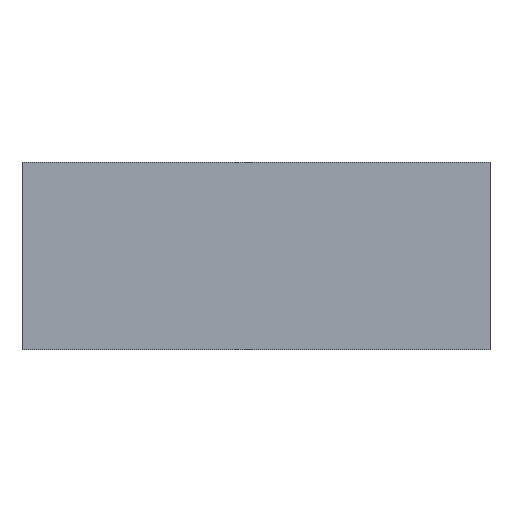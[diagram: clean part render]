
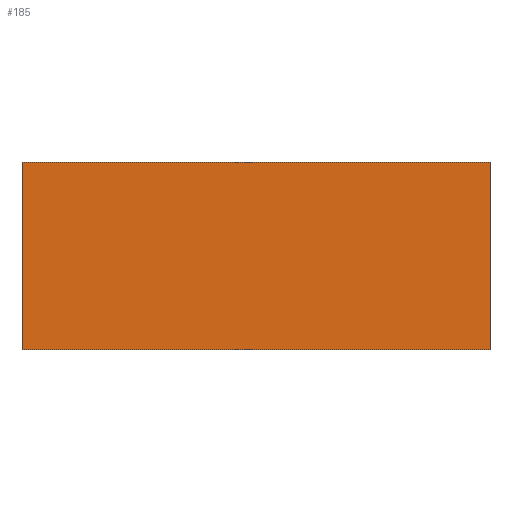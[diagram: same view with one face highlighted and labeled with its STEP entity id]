
A CAD part, front view. The second image highlights one B-rep face of the part: STEP entity #185.
In plain terms, the highlighted planar face has unit normal (0, -1, 0).
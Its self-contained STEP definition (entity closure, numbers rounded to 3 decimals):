
#7 = VERTEX_POINT ( 'NONE', #536 ) ;
#14 = AXIS2_PLACEMENT_3D ( 'NONE', #323, #413, #131 ) ;
#15 = CARTESIAN_POINT ( 'NONE',  ( -15., 0., 6. ) ) ;
#23 = ORIENTED_EDGE ( 'NONE', *, *, #141, .F. ) ;
#45 = DIRECTION ( 'NONE',  ( 0., 0., 1. ) ) ;
#56 = EDGE_CURVE ( 'NONE', #164, #100, #222, .T. ) ;
#71 = LINE ( 'NONE', #457, #109 ) ;
#72 = ORIENTED_EDGE ( 'NONE', *, *, #204, .F. ) ;
#83 = DIRECTION ( 'NONE',  ( -1., 0., 0. ) ) ;
#100 = VERTEX_POINT ( 'NONE', #217 ) ;
#104 = ORIENTED_EDGE ( 'NONE', *, *, #56, .F. ) ;
#109 = VECTOR ( 'NONE', #45, 1000. ) ;
#131 = DIRECTION ( 'NONE',  ( 0., 0., 1. ) ) ;
#141 = EDGE_CURVE ( 'NONE', #7, #164, #483, .T. ) ;
#164 = VERTEX_POINT ( 'NONE', #273 ) ;
#185 = ADVANCED_FACE ( 'NONE', ( #294 ), #460, .F. ) ;
#204 = EDGE_CURVE ( 'NONE', #100, #343, #71, .T. ) ;
#214 = DIRECTION ( 'NONE',  ( 1., 0., 0. ) ) ;
#217 = CARTESIAN_POINT ( 'NONE',  ( -15., 0., -6. ) ) ;
#222 = LINE ( 'NONE', #428, #444 ) ;
#273 = CARTESIAN_POINT ( 'NONE',  ( 15., 0., -6. ) ) ;
#284 = EDGE_LOOP ( 'NONE', ( #72, #104, #23, #491 ) ) ;
#294 = FACE_OUTER_BOUND ( 'NONE', #284, .T. ) ;
#323 = CARTESIAN_POINT ( 'NONE',  ( 0., 0., 0. ) ) ;
#326 = VECTOR ( 'NONE', #456, 1000. ) ;
#343 = VERTEX_POINT ( 'NONE', #15 ) ;
#409 = VECTOR ( 'NONE', #214, 1000. ) ;
#413 = DIRECTION ( 'NONE',  ( 0., 1., 0. ) ) ;
#428 = CARTESIAN_POINT ( 'NONE',  ( 15., 0., -6. ) ) ;
#444 = VECTOR ( 'NONE', #83, 1000. ) ;
#456 = DIRECTION ( 'NONE',  ( 0., 0., -1. ) ) ;
#457 = CARTESIAN_POINT ( 'NONE',  ( -15., 0., 6. ) ) ;
#460 = PLANE ( 'NONE',  #14 ) ;
#483 = LINE ( 'NONE', #606, #326 ) ;
#491 = ORIENTED_EDGE ( 'NONE', *, *, #563, .F. ) ;
#501 = CARTESIAN_POINT ( 'NONE',  ( 15., 0., 6. ) ) ;
#536 = CARTESIAN_POINT ( 'NONE',  ( 15., 0., 6. ) ) ;
#563 = EDGE_CURVE ( 'NONE', #343, #7, #582, .T. ) ;
#582 = LINE ( 'NONE', #501, #409 ) ;
#606 = CARTESIAN_POINT ( 'NONE',  ( 15., 0., 6. ) ) ;
